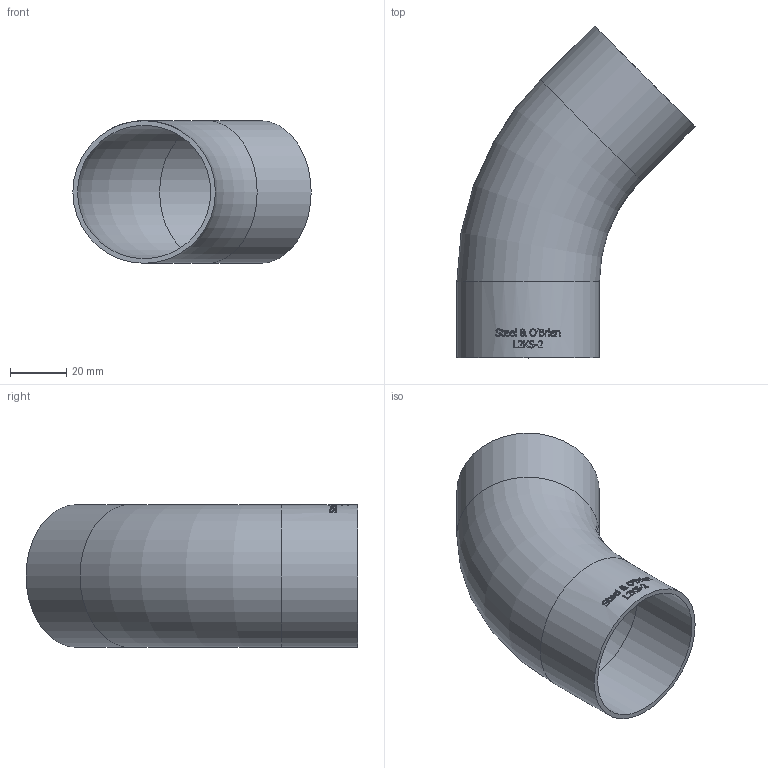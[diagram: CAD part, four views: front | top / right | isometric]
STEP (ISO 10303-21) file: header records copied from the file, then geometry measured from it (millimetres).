
FILE_DESCRIPTION(/* description */ (''),/* implementation_level */ '2;1');
FILE_NAME(/* name */ 'L2KS-2.stp',/* time_stamp */ '2020-02-28T17:36:21-05:00',/* author */ ('rick'),/* organization */ (''),/* preprocessor_version */ 'ST-DEVELOPER v15.2',/* originating_system */ 'Autodesk Inventor 2014',/* authorisation */ '');
FILE_SCHEMA (('AUTOMOTIVE_DESIGN { 1 0 10303 214 3 1 1 }'));
Length unit declared in the file: inch
Products named in the file (1): L2KS-2
Bounding box: 84.9 x 118.25 x 50.8 mm (x, y, z)
Volume: 29113.3 mm3; surface area: 35806.2 mm2
Topology: 1 solids, 1 shells, 311 faces, 844 edges, 563 vertices
Faces by surface type: bspline 157, plane 120, cylinder 32, torus 2
Full cylindrical faces by diameter (mm): 47.498 x2, 50.8 x2
Entity records: 12681 total; most frequent: CARTESIAN_POINT 5773, ORIENTED_EDGE 1666, DIRECTION 971, EDGE_CURVE 833, VERTEX_POINT 558, LINE 377, VECTOR 377, EDGE_LOOP 347
